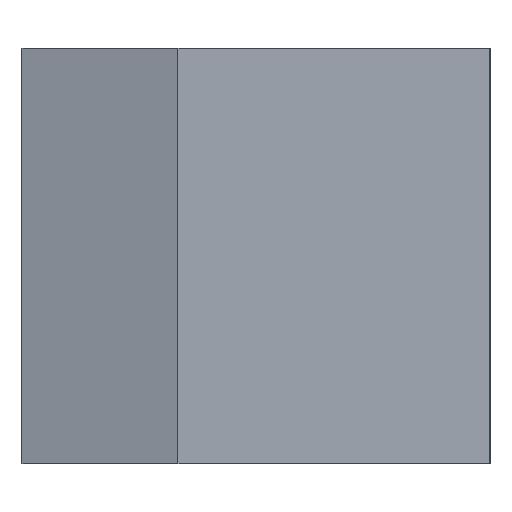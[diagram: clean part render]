
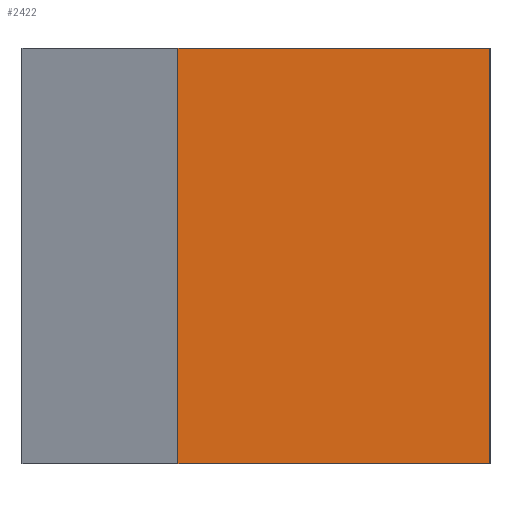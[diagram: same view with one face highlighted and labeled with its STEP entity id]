
A CAD part, left-side view. The second image highlights one B-rep face of the part: STEP entity #2422.
In plain terms, the highlighted planar face has unit normal (-1, 0, 0).
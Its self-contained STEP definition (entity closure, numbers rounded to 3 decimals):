
#2366=CARTESIAN_POINT('',(-10.,10.5,0.));
#2367=VERTEX_POINT('',#2366);
#2374=CARTESIAN_POINT('',(-10.,10.5,2.));
#2375=VERTEX_POINT('',#2374);
#2376=CARTESIAN_POINT('',(-10.,10.5,2.));
#2377=DIRECTION('',(0.,0.,-1.));
#2378=VECTOR('',#2377,2.);
#2379=LINE('',#2376,#2378);
#2380=EDGE_CURVE('',#2375,#2367,#2379,.T.);
#2392=CARTESIAN_POINT('',(-10.,9.994,2.));
#2393=DIRECTION('',(-1.,0.,0.));
#2394=DIRECTION('',(0.,0.,1.));
#2395=AXIS2_PLACEMENT_3D('',#2392,#2393,#2394);
#2396=PLANE('',#2395);
#2397=CARTESIAN_POINT('',(-10.,9.,0.));
#2398=VERTEX_POINT('',#2397);
#2399=CARTESIAN_POINT('',(-10.,9.,0.));
#2400=DIRECTION('',(0.,1.,0.));
#2401=VECTOR('',#2400,1.5);
#2402=LINE('',#2399,#2401);
#2403=EDGE_CURVE('',#2398,#2367,#2402,.T.);
#2404=ORIENTED_EDGE('',*,*,#2403,.F.);
#2405=CARTESIAN_POINT('',(-10.,9.,2.));
#2406=VERTEX_POINT('',#2405);
#2407=CARTESIAN_POINT('',(-10.,9.,2.));
#2408=DIRECTION('',(0.,0.,-1.));
#2409=VECTOR('',#2408,2.);
#2410=LINE('',#2407,#2409);
#2411=EDGE_CURVE('',#2406,#2398,#2410,.T.);
#2412=ORIENTED_EDGE('',*,*,#2411,.F.);
#2413=CARTESIAN_POINT('',(-10.,9.,2.));
#2414=DIRECTION('',(0.,1.,0.));
#2415=VECTOR('',#2414,1.5);
#2416=LINE('',#2413,#2415);
#2417=EDGE_CURVE('',#2406,#2375,#2416,.T.);
#2418=ORIENTED_EDGE('',*,*,#2417,.T.);
#2419=ORIENTED_EDGE('',*,*,#2380,.T.);
#2420=EDGE_LOOP('',(#2404,#2412,#2418,#2419));
#2421=FACE_BOUND('',#2420,.T.);
#2422=ADVANCED_FACE('',(#2421),#2396,.T.);
